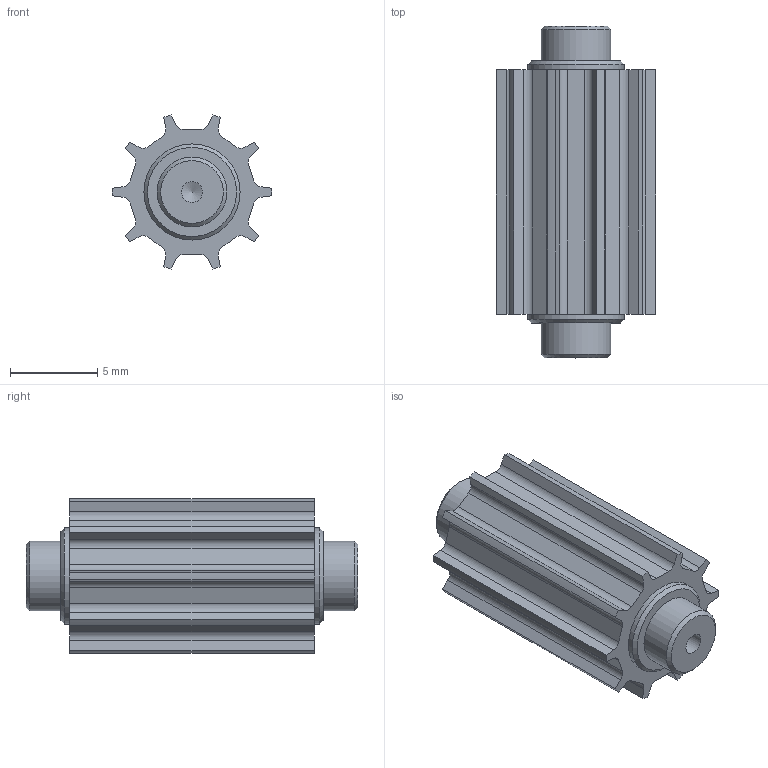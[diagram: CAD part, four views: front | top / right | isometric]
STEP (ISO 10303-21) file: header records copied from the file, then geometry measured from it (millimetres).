
FILE_DESCRIPTION (( 'STEP AP214' ), '1' );
FILE_NAME ('transmission_pulley_at3_t10_center.STEP', '2020-02-12T06:39:38', ( '' ), ( '' ), 'SwSTEP 2.0', 'SolidWorks 2017', '' );
FILE_SCHEMA (( 'AUTOMOTIVE_DESIGN' ));
Length unit declared in the file: millimetre
Products named in the file (1): transmission_pulley_at3_t10_center
Bounding box: 9.14 x 19 x 8.82 mm (x, y, z)
Volume: 722.1 mm3; surface area: 687.2 mm2
Topology: 1 solids, 1 shells, 76 faces, 208 edges, 138 vertices
Faces by surface type: plane 36, cylinder 35, cone 5
Full cylindrical faces by diameter (mm): 1.2 x1, 3.99 x2, 5.5 x2
Entity records: 2378 total; most frequent: DIRECTION 422, CARTESIAN_POINT 405, ORIENTED_EDGE 388, EDGE_CURVE 194, AXIS2_PLACEMENT_3D 151, VERTEX_POINT 134, LINE 120, VECTOR 120
